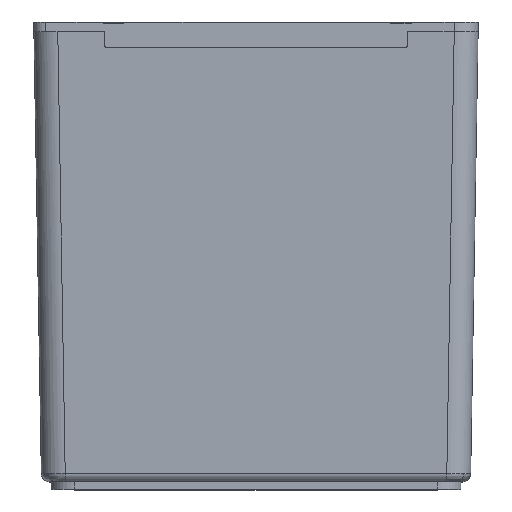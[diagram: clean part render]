
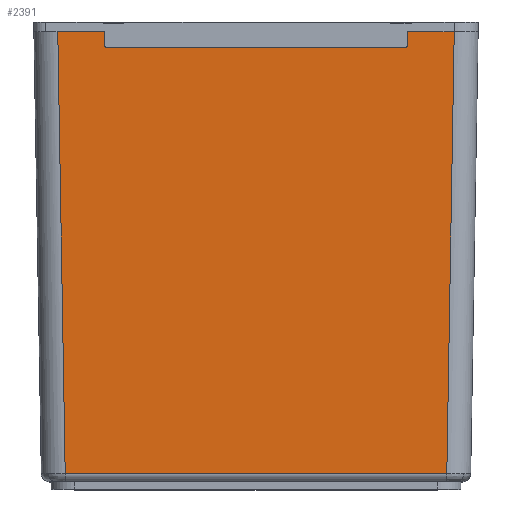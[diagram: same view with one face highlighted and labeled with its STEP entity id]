
A CAD part, top view. The second image highlights one B-rep face of the part: STEP entity #2391.
In plain terms, the highlighted planar face has unit normal (0, -0.017, 1).
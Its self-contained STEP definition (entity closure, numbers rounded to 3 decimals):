
#42 = CARTESIAN_POINT ( 'NONE',  ( 24.9, 56.5, 26.4 ) ) ;
#165 = AXIS2_PLACEMENT_3D ( 'NONE', #4069, #1893, #1613 ) ;
#172 = FACE_OUTER_BOUND ( 'NONE', #241, .T. ) ;
#184 = CARTESIAN_POINT ( 'NONE',  ( 23.967, 0.983, 25.467 ) ) ;
#241 = EDGE_LOOP ( 'NONE', ( #1096, #634, #263, #490, #2406, #3052, #2684, #3803 ) ) ;
#263 = ORIENTED_EDGE ( 'NONE', *, *, #1838, .T. ) ;
#312 = DIRECTION ( 'NONE',  ( 0., 1., 0.017 ) ) ;
#408 = VERTEX_POINT ( 'NONE', #2068 ) ;
#481 = DIRECTION ( 'NONE',  ( 0., -1., -0.017 ) ) ;
#490 = ORIENTED_EDGE ( 'NONE', *, *, #2513, .T. ) ;
#582 = CARTESIAN_POINT ( 'NONE',  ( 16.75, 55.3, 26.38 ) ) ;
#634 = ORIENTED_EDGE ( 'NONE', *, *, #4228, .F. ) ;
#724 = VERTEX_POINT ( 'NONE', #1150 ) ;
#758 = VERTEX_POINT ( 'NONE', #891 ) ;
#768 = VERTEX_POINT ( 'NONE', #3809 ) ;
#814 = VERTEX_POINT ( 'NONE', #184 ) ;
#818 = DIRECTION ( 'NONE',  ( 1., 0., 0. ) ) ;
#891 = CARTESIAN_POINT ( 'NONE',  ( 16.75, 55.3, 26.38 ) ) ;
#1096 = ORIENTED_EDGE ( 'NONE', *, *, #2413, .F. ) ;
#1150 = CARTESIAN_POINT ( 'NONE',  ( -23.967, 0.983, 25.467 ) ) ;
#1175 = LINE ( 'NONE', #2958, #4040 ) ;
#1184 = VERTEX_POINT ( 'NONE', #4476 ) ;
#1365 = VECTOR ( 'NONE', #481, 1000. ) ;
#1414 = DIRECTION ( 'NONE',  ( 0.017, -1., -0.017 ) ) ;
#1613 = DIRECTION ( 'NONE',  ( 0., 1., 0.017 ) ) ;
#1698 = DIRECTION ( 'NONE',  ( 1., 0., 0. ) ) ;
#1703 = VECTOR ( 'NONE', #1414, 1000. ) ;
#1743 = LINE ( 'NONE', #4612, #1703 ) ;
#1803 = CARTESIAN_POINT ( 'NONE',  ( -27.9, 56.5, 26.4 ) ) ;
#1838 = EDGE_CURVE ( 'NONE', #3881, #724, #1743, .T. ) ;
#1893 = DIRECTION ( 'NONE',  ( 0., 0.017, -1. ) ) ;
#2057 = VECTOR ( 'NONE', #4544, 1000. ) ;
#2068 = CARTESIAN_POINT ( 'NONE',  ( -16.75, 56.5, 26.4 ) ) ;
#2256 = CARTESIAN_POINT ( 'NONE',  ( 0., 0.983, 25.467 ) ) ;
#2283 = VECTOR ( 'NONE', #3703, 1000. ) ;
#2377 = LINE ( 'NONE', #582, #3676 ) ;
#2391 = ADVANCED_FACE ( 'NONE', ( #172 ), #2688, .F. ) ;
#2406 = ORIENTED_EDGE ( 'NONE', *, *, #2951, .T. ) ;
#2413 = EDGE_CURVE ( 'NONE', #408, #1184, #4046, .T. ) ;
#2513 = EDGE_CURVE ( 'NONE', #724, #814, #3725, .T. ) ;
#2631 = VERTEX_POINT ( 'NONE', #42 ) ;
#2684 = ORIENTED_EDGE ( 'NONE', *, *, #3752, .F. ) ;
#2688 = PLANE ( 'NONE',  #165 ) ;
#2747 = VECTOR ( 'NONE', #1698, 1000. ) ;
#2859 = LINE ( 'NONE', #1803, #4258 ) ;
#2900 = EDGE_CURVE ( 'NONE', #1184, #758, #3531, .T. ) ;
#2951 = EDGE_CURVE ( 'NONE', #814, #2631, #4294, .T. ) ;
#2958 = CARTESIAN_POINT ( 'NONE',  ( -27.9, 56.5, 26.4 ) ) ;
#3052 = ORIENTED_EDGE ( 'NONE', *, *, #3789, .F. ) ;
#3531 = LINE ( 'NONE', #4567, #2747 ) ;
#3576 = CARTESIAN_POINT ( 'NONE',  ( 23.936, -0.83, 25.436 ) ) ;
#3655 = CARTESIAN_POINT ( 'NONE',  ( -24.9, 56.5, 26.4 ) ) ;
#3676 = VECTOR ( 'NONE', #312, 1000. ) ;
#3703 = DIRECTION ( 'NONE',  ( 1., 0., 0. ) ) ;
#3725 = LINE ( 'NONE', #2256, #2283 ) ;
#3752 = EDGE_CURVE ( 'NONE', #758, #768, #2377, .T. ) ;
#3753 = CARTESIAN_POINT ( 'NONE',  ( -16.75, 56.5, 26.4 ) ) ;
#3789 = EDGE_CURVE ( 'NONE', #768, #2631, #2859, .T. ) ;
#3803 = ORIENTED_EDGE ( 'NONE', *, *, #2900, .F. ) ;
#3809 = CARTESIAN_POINT ( 'NONE',  ( 16.75, 56.5, 26.4 ) ) ;
#3881 = VERTEX_POINT ( 'NONE', #3655 ) ;
#4040 = VECTOR ( 'NONE', #818, 1000. ) ;
#4046 = LINE ( 'NONE', #3753, #1365 ) ;
#4069 = CARTESIAN_POINT ( 'NONE',  ( 0., -0.428, 25.443 ) ) ;
#4228 = EDGE_CURVE ( 'NONE', #3881, #408, #1175, .T. ) ;
#4258 = VECTOR ( 'NONE', #4648, 1000. ) ;
#4294 = LINE ( 'NONE', #3576, #2057 ) ;
#4476 = CARTESIAN_POINT ( 'NONE',  ( -16.75, 55.3, 26.38 ) ) ;
#4544 = DIRECTION ( 'NONE',  ( 0.017, 1., 0.017 ) ) ;
#4567 = CARTESIAN_POINT ( 'NONE',  ( -16.75, 55.3, 26.38 ) ) ;
#4612 = CARTESIAN_POINT ( 'NONE',  ( -23.936, -0.83, 25.436 ) ) ;
#4648 = DIRECTION ( 'NONE',  ( 1., 0., 0. ) ) ;
